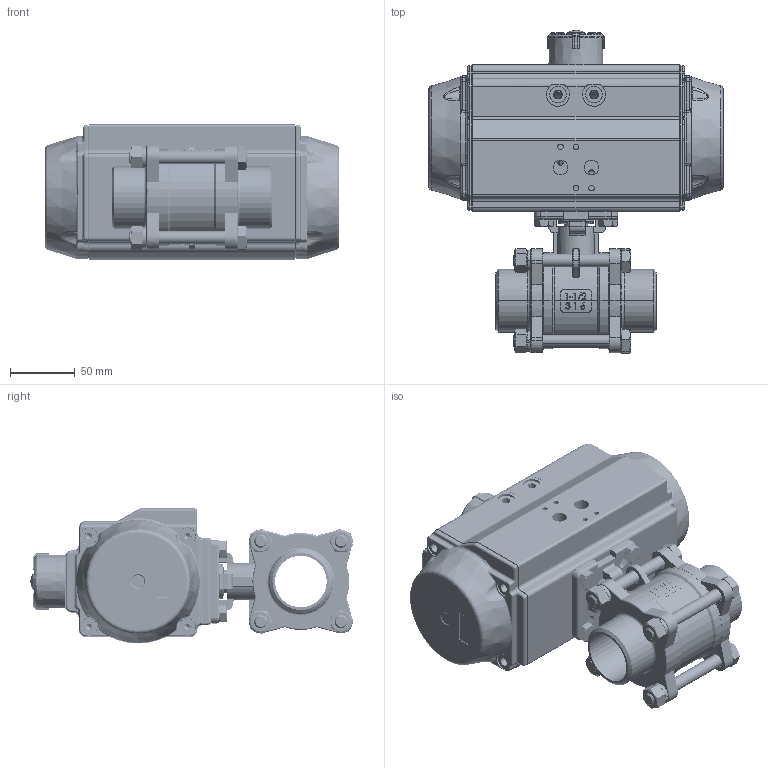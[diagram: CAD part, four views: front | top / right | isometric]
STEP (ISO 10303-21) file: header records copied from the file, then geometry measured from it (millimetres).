
FILE_DESCRIPTION(/* description */ ('Unknown'),/* implementation_level */ '2;1');
FILE_NAME(/* name */ 'PE04 9337-08',/* time_stamp */ '2025-02-04T12:01:53+01:00',/* author */ ('Unknown'),/* organization */ ('Unknown'),/* preprocessor_version */ 'ST-DEVELOPER v19.4',/* originating_system */ 'Solid Edge',/* authorisation */ 'Unknown');
FILE_SCHEMA (('AUTOMOTIVE_DESIGN {1 0 10303 214 3 1 1}'));
Products named in the file (24): PE049337-08; 9337-08_oa_0; 蹟邡; 沓蹋ㄗ狟ㄘ; 密封圈; 弹簧垫圈B_GB_FASTENER_WASHER_SW 10; 蹟譫B_GB_FASTENER_NUT_SNC1 M10-N; 概极; 碟型垫圈; 概裝; 概釱; 概裔; 概裝蹟譫; DIN 933 M8x20 A2-70 BLK_EDST; PD05_PE04; VTE85____; Optische Anzeige; ______; ________(___________; cup head nib bolts with large head gb_GB_FASTENER_BOLT_CHNBW M6X25-N; huosai85; zhou85; vt85-2016-06-25  _______MIR; vt85-2016-06-25
Assembly tree (42 placements, depth 4):
  PE049337-08
    9337-08_oa_0
      蹟邡  x4
      沓蹋ㄗ狟ㄘ
      密封圈  x2
      弹簧垫圈B_GB_FASTENER_WASHER_SW 10  x4
      蹟譫B_GB_FASTENER_NUT_SNC1 M10-N  x4
      概极
      碟型垫圈  x2
      概裝
      概釱
      概裔  x2
      概裝蹟譫
    DIN 933 M8x20 A2-70 BLK_EDST  x4
    PD05_PE04
      VTE85____
      Optische Anzeige
        ______
        ________(___________  x4
        cup head nib bolts with large head gb_GB_FASTENER_BOLT_CHNBW M6X25-N
      huosai85  x2
      zhou85
      vt85-2016-06-25  _______MIR
      vt85-2016-06-25
Bounding box: 228 x 250.15 x 104.5 mm (x, y, z)
Volume: 1418212.2 mm3; surface area: 432375 mm2
Topology: 39 solids, 39 shells, 3725 faces, 9244 edges, 5709 vertices
Faces by surface type: plane 1123, cylinder 987, bspline 696, torus 548, cone 356, sphere 15
Full cylindrical faces by diameter (mm): 3 x16, 3.3 x8, 4 x2, 4.134 x8, 4.66 x1, 4.917 x13, 5 x1, 6 x1, 6.2 x1, 6.647 x6, 8 x4, 11.445 x2, 12 x2, 13 x14, 16.2 x1, 16.5 x1, 18.7 x1, 20 x7, 23 x12, 26 x1, 27 x1, 31.5 x1, 32.2 x1, 32.4 x1, 36 x4, 38.5 x1, 73 x2, 79.2 x2, 80 x2, 84 x6
Entity records: 125368 total; most frequent: CARTESIAN_POINT 63679, ORIENTED_EDGE 13484, DIRECTION 11305, EDGE_CURVE 6742, AXIS2_PLACEMENT_3D 4520, VERTEX_POINT 4326, FACE_BOUND 3270, EDGE_LOOP 3258
